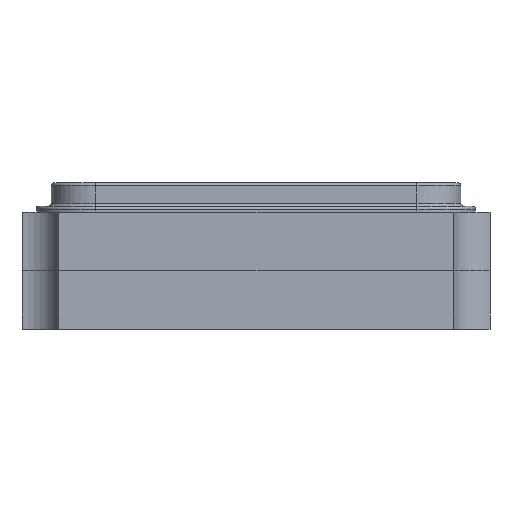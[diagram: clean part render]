
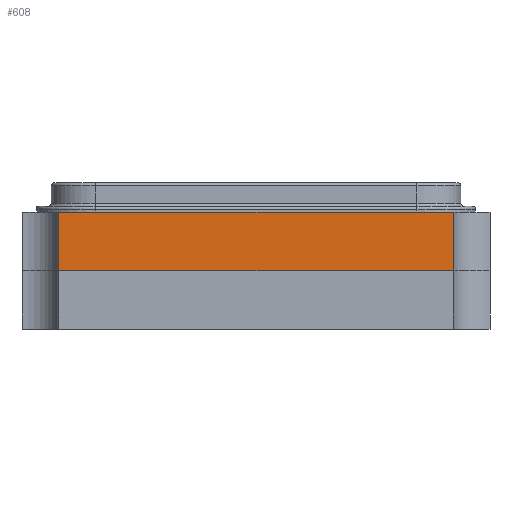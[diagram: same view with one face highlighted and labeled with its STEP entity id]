
A CAD part, left-side view. The second image highlights one B-rep face of the part: STEP entity #608.
In plain terms, the highlighted planar face has unit normal (1, 0, 0).
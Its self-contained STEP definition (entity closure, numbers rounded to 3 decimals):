
#205=B_SPLINE_CURVE_WITH_KNOTS('',1,(#3849,#3850),.UNSPECIFIED.,.F.,.F.,
(2,2),(8.539,9.889),.UNSPECIFIED.);
#215=B_SPLINE_CURVE_WITH_KNOTS('',1,(#3893,#3894),.UNSPECIFIED.,.F.,.F.,
(2,2),(0.,0.2),.UNSPECIFIED.);
#216=B_SPLINE_CURVE_WITH_KNOTS('',1,(#3895,#3896),.UNSPECIFIED.,.F.,.F.,
(2,2),(8.539,9.889),.UNSPECIFIED.);
#292=PLANE('',#2105);
#608=ADVANCED_FACE('',(#685),#292,.T.);
#685=FACE_OUTER_BOUND('',#772,.T.);
#772=EDGE_LOOP('',(#1168,#1169,#1170,#1171));
#1168=ORIENTED_EDGE('',*,*,#1523,.T.);
#1169=ORIENTED_EDGE('',*,*,#1526,.T.);
#1170=ORIENTED_EDGE('',*,*,#1525,.F.);
#1171=ORIENTED_EDGE('',*,*,#1506,.F.);
#1506=EDGE_CURVE('',#1929,#1928,#205,.T.);
#1523=EDGE_CURVE('',#1929,#1936,#1683,.T.);
#1525=EDGE_CURVE('',#1928,#1937,#215,.T.);
#1526=EDGE_CURVE('',#1936,#1937,#216,.T.);
#1683=(
BOUNDED_CURVE()
B_SPLINE_CURVE(1,(#3888,#3889),.UNSPECIFIED.,.F.,.F.)
B_SPLINE_CURVE_WITH_KNOTS((2,2),(0.,0.2),.UNSPECIFIED.)
CURVE()
GEOMETRIC_REPRESENTATION_ITEM()
RATIONAL_B_SPLINE_CURVE((1.,1.))
REPRESENTATION_ITEM('')
);
#1928=VERTEX_POINT('',#3747);
#1929=VERTEX_POINT('',#3748);
#1936=VERTEX_POINT('',#3755);
#1937=VERTEX_POINT('',#3756);
#2105=AXIS2_PLACEMENT_3D('',#3697,#2145,$);
#2145=DIRECTION('',(1.,0.,0.));
#3697=CARTESIAN_POINT('',(-1.,0.675,0.21));
#3747=CARTESIAN_POINT('',(-1.,-0.675,0.21));
#3748=CARTESIAN_POINT('',(-1.,0.675,0.21));
#3755=CARTESIAN_POINT('',(-1.,0.675,0.41));
#3756=CARTESIAN_POINT('',(-1.,-0.675,0.41));
#3849=CARTESIAN_POINT('',(-1.,0.675,0.21));
#3850=CARTESIAN_POINT('',(-1.,-0.675,0.21));
#3888=CARTESIAN_POINT('',(-1.,0.675,0.21));
#3889=CARTESIAN_POINT('',(-1.,0.675,0.41));
#3893=CARTESIAN_POINT('',(-1.,-0.675,0.21));
#3894=CARTESIAN_POINT('',(-1.,-0.675,0.41));
#3895=CARTESIAN_POINT('',(-1.,0.675,0.41));
#3896=CARTESIAN_POINT('',(-1.,-0.675,0.41));
